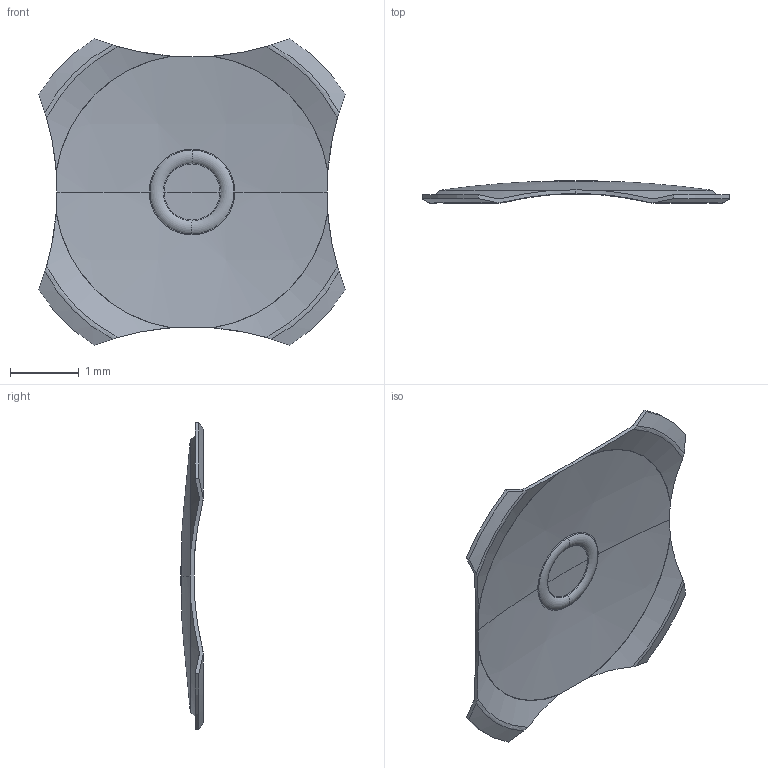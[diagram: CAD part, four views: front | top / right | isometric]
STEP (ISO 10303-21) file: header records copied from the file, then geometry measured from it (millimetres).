
FILE_DESCRIPTION (( 'STEP AP214' ), '1' );
FILE_NAME ('DOME-RCG05200N.STEP', '2022-11-29T16:30:44', ( '' ), ( '' ), 'SwSTEP 2.0', 'SolidWorks 2021', '' );
FILE_SCHEMA (( 'AUTOMOTIVE_DESIGN' ));
Length unit declared in the file: inch
Products named in the file (1): DOME-RCG05200N
Bounding box: 4.47 x 0.33 x 4.47 mm (x, y, z)
Volume: 1 mm3; surface area: 35.3 mm2
Topology: 1 solids, 1 shells, 61 faces, 171 edges, 112 vertices
Faces by surface type: torus 28, cone 16, cylinder 9, sphere 8
Entity records: 2195 total; most frequent: CARTESIAN_POINT 655, ORIENTED_EDGE 342, DIRECTION 301, EDGE_CURVE 171, AXIS2_PLACEMENT_3D 146, VERTEX_POINT 112, CIRCLE 84, B_SPLINE_CURVE_WITH_KNOTS 78
